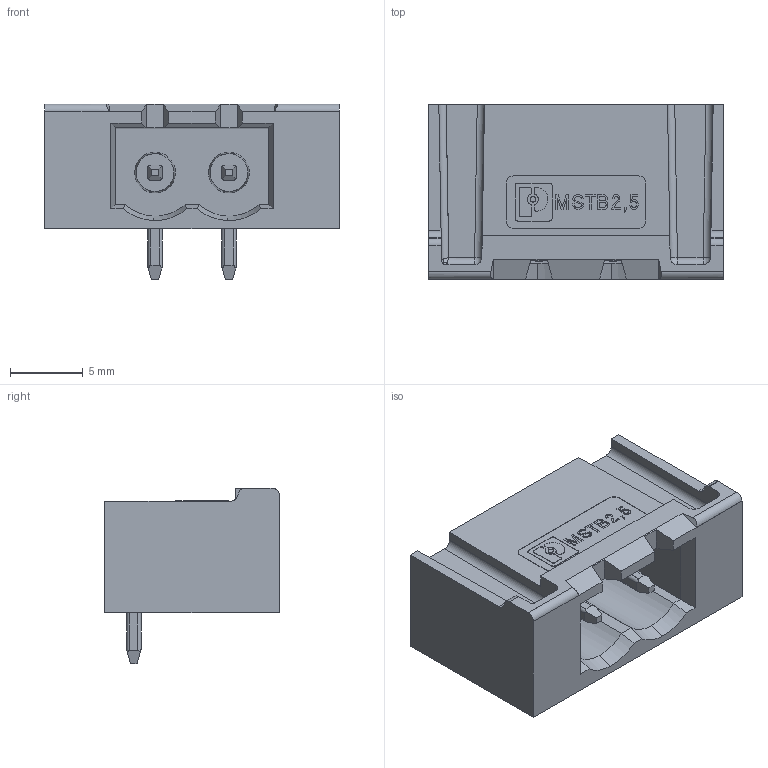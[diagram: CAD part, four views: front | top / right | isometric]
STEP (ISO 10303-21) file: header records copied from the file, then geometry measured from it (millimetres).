
FILE_DESCRIPTION(('STEP AP214'),'1');
FILE_NAME('cctmp_710902A8-C0CE-4371-981A-32A9C1EC6E36_2023_03_01_12_58_18_0790_11724..stp','2023-03-01T12:58:19',('PHOENIX CONTACT Deutschland GmbH'),('CADClick - www.CADClick.com'),'Spatial InterOp 3D',' ','unknown authorization');
FILE_SCHEMA(('AUTOMOTIVE_DESIGN'));
Length unit declared in the file: millimetre
Products named in the file (4): 2023_03_01_12_58_18_0634; 2023_03_01_12_58_18_0790; 2023_03_01_12_58_18_0774; 2023_03_01_12_58_18_0743
Assembly tree (3 placements, depth 2):
  2023_03_01_12_58_18_0634
    2023_03_01_12_58_18_0790
    2023_03_01_12_58_18_0774
    2023_03_01_12_58_18_0743
Bounding box: 20.27 x 12 x 12.07 mm (x, y, z)
Volume: 1159.8 mm3; surface area: 1683.5 mm2
Topology: 3 solids, 3 shells, 568 faces, 1611 edges, 1060 vertices
Faces by surface type: plane 396, cylinder 146, bspline 11, cone 8, sphere 7
Entity records: 42690 total; most frequent: CARTESIAN_POINT 11113, ORIENTED_EDGE 3208, STYLED_ITEM 2993, PRESENTATION_STYLE_ASSIGNMENT 2993, COLOUR_RGB 2993, DIRECTION 2932, EDGE_CURVE 1604, CURVE_STYLE 1520
